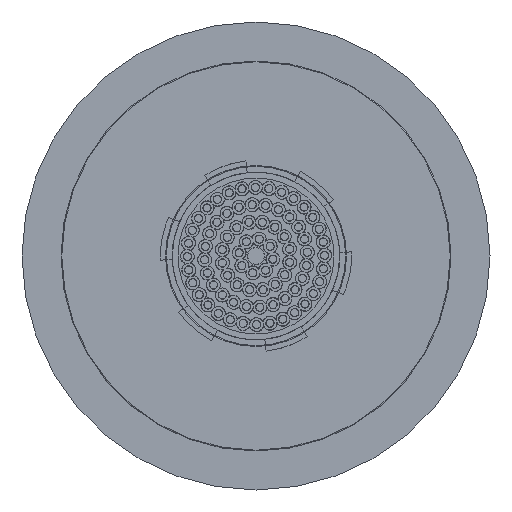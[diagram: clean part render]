
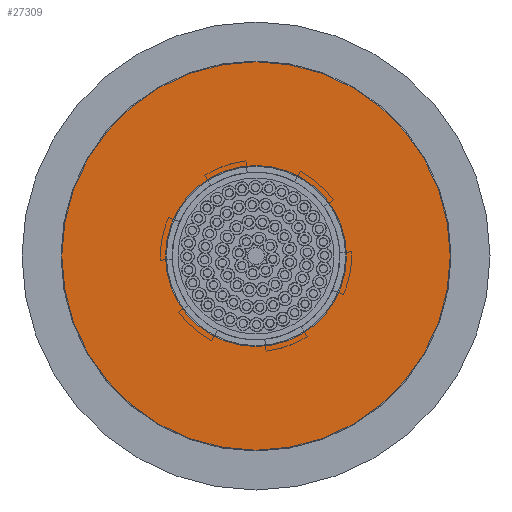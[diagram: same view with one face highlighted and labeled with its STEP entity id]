
A CAD part, front view. The second image highlights one B-rep face of the part: STEP entity #27309.
In plain terms, the highlighted planar face has unit normal (0, -1, 0).
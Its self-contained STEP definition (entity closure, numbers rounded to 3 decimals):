
#42 = FACE_BOUND ( 'NONE', #12616, .T. ) ;
#942 = DIRECTION ( 'NONE',  ( 0., 1., 0. ) ) ;
#2365 = ORIENTED_EDGE ( 'NONE', *, *, #19690, .T. ) ;
#2386 = CIRCLE ( 'NONE', #13360, 11.6 ) ;
#2555 = PLANE ( 'NONE',  #7148 ) ;
#2656 = ORIENTED_EDGE ( 'NONE', *, *, #3817, .T. ) ;
#2928 = CARTESIAN_POINT ( 'NONE',  ( 0., -238., 11.6 ) ) ;
#3817 = EDGE_CURVE ( 'NONE', #13113, #28536, #2386, .T. ) ;
#4821 = CARTESIAN_POINT ( 'NONE',  ( 0., -238., -11.5 ) ) ;
#5732 = DIRECTION ( 'NONE',  ( 0., -1., 0. ) ) ;
#6984 = CIRCLE ( 'NONE', #25677, 24.9 ) ;
#7148 = AXIS2_PLACEMENT_3D ( 'NONE', #4821, #25080, #29461 ) ;
#7269 = CIRCLE ( 'NONE', #24043, 24.9 ) ;
#8864 = VERTEX_POINT ( 'NONE', #12925 ) ;
#8992 = DIRECTION ( 'NONE',  ( 0., 0., 1. ) ) ;
#10897 = EDGE_CURVE ( 'NONE', #28536, #13113, #21509, .T. ) ;
#12616 = EDGE_LOOP ( 'NONE', ( #2656, #29242 ) ) ;
#12781 = DIRECTION ( 'NONE',  ( 0., 0., 1. ) ) ;
#12925 = CARTESIAN_POINT ( 'NONE',  ( 0., -238., -24.9 ) ) ;
#13113 = VERTEX_POINT ( 'NONE', #2928 ) ;
#13360 = AXIS2_PLACEMENT_3D ( 'NONE', #15643, #18058, #29481 ) ;
#14700 = ORIENTED_EDGE ( 'NONE', *, *, #15131, .T. ) ;
#14887 = DIRECTION ( 'NONE',  ( 0., 0., 1. ) ) ;
#15131 = EDGE_CURVE ( 'NONE', #8864, #26776, #6984, .T. ) ;
#15643 = CARTESIAN_POINT ( 'NONE',  ( 0., -238., 0. ) ) ;
#15930 = CARTESIAN_POINT ( 'NONE',  ( 0., -238., -11.6 ) ) ;
#18058 = DIRECTION ( 'NONE',  ( 0., 1., 0. ) ) ;
#19690 = EDGE_CURVE ( 'NONE', #26776, #8864, #7269, .T. ) ;
#21509 = CIRCLE ( 'NONE', #28746, 11.6 ) ;
#21782 = CARTESIAN_POINT ( 'NONE',  ( 0., -238., 0. ) ) ;
#21978 = CARTESIAN_POINT ( 'NONE',  ( 0., -238., 24.9 ) ) ;
#22514 = CARTESIAN_POINT ( 'NONE',  ( 0., -238., 0. ) ) ;
#22678 = FACE_OUTER_BOUND ( 'NONE', #26422, .T. ) ;
#24043 = AXIS2_PLACEMENT_3D ( 'NONE', #22514, #29440, #8992 ) ;
#25080 = DIRECTION ( 'NONE',  ( 0., 1., 0. ) ) ;
#25677 = AXIS2_PLACEMENT_3D ( 'NONE', #21782, #5732, #14887 ) ;
#25988 = CARTESIAN_POINT ( 'NONE',  ( 0., -238., 0. ) ) ;
#26422 = EDGE_LOOP ( 'NONE', ( #2365, #14700 ) ) ;
#26776 = VERTEX_POINT ( 'NONE', #21978 ) ;
#27309 = ADVANCED_FACE ( 'NONE', ( #42, #22678 ), #2555, .F. ) ;
#28536 = VERTEX_POINT ( 'NONE', #15930 ) ;
#28746 = AXIS2_PLACEMENT_3D ( 'NONE', #25988, #942, #12781 ) ;
#29242 = ORIENTED_EDGE ( 'NONE', *, *, #10897, .T. ) ;
#29440 = DIRECTION ( 'NONE',  ( 0., -1., 0. ) ) ;
#29461 = DIRECTION ( 'NONE',  ( 0., 0., 1. ) ) ;
#29481 = DIRECTION ( 'NONE',  ( 0., 0., 1. ) ) ;
